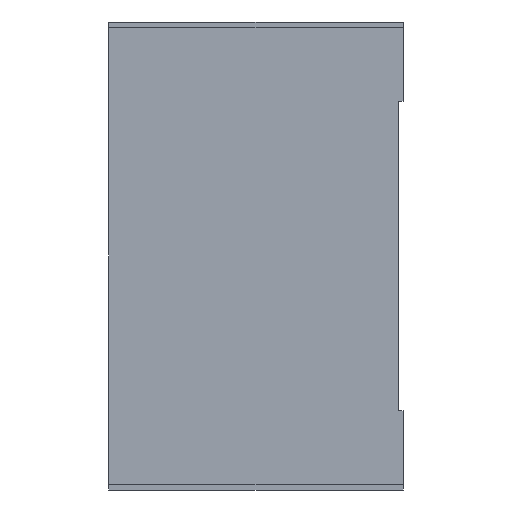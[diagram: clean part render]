
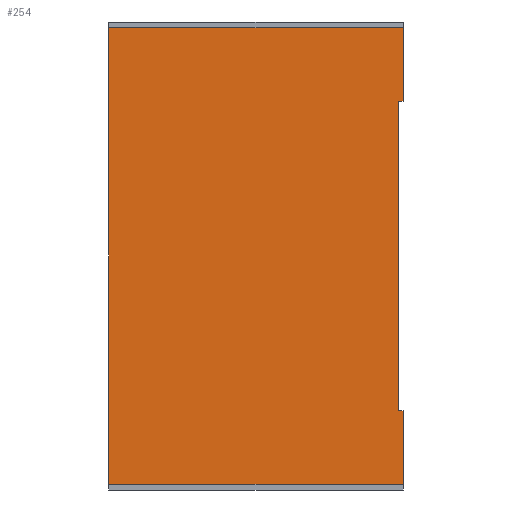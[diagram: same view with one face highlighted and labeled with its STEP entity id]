
A CAD part, left-side view. The second image highlights one B-rep face of the part: STEP entity #254.
In plain terms, the highlighted planar face has unit normal (-1, 0, 0).
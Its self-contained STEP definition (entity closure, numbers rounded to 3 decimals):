
#1=DIRECTION('',(0.,0.,1.));
#2=VECTOR('',#1,24.95);
#3=CARTESIAN_POINT('',(18.263,0.,-77.5));
#4=LINE('',#3,#2);
#25=DIRECTION('',(0.,0.,1.));
#26=VECTOR('',#25,24.95);
#27=CARTESIAN_POINT('',(18.263,0.,52.55));
#28=LINE('',#27,#26);
#49=DIRECTION('',(0.,1.,0.));
#50=VECTOR('',#49,1.6);
#51=CARTESIAN_POINT('',(18.263,0.,52.55));
#52=LINE('',#51,#50);
#53=DIRECTION('',(0.,0.,-1.));
#54=VECTOR('',#53,105.1);
#55=CARTESIAN_POINT('',(18.263,1.6,52.55));
#56=LINE('',#55,#54);
#57=DIRECTION('',(0.,1.,0.));
#58=VECTOR('',#57,1.6);
#59=CARTESIAN_POINT('',(18.263,0.,-52.55));
#60=LINE('',#59,#58);
#61=DIRECTION('',(0.,1.,0.));
#62=VECTOR('',#61,100.);
#63=CARTESIAN_POINT('',(18.263,0.,-77.5));
#64=LINE('',#63,#62);
#89=DIRECTION('',(0.,1.,0.));
#90=VECTOR('',#89,100.);
#91=CARTESIAN_POINT('',(18.263,0.,77.5));
#92=LINE('',#91,#90);
#93=DIRECTION('',(0.,0.,1.));
#94=VECTOR('',#93,155.);
#95=CARTESIAN_POINT('',(18.263,100.,-77.5));
#96=LINE('',#95,#94);
#145=CARTESIAN_POINT('',(18.263,0.,77.5));
#147=VERTEX_POINT('',#145);
#159=CARTESIAN_POINT('',(18.263,0.,-77.5));
#160=VERTEX_POINT('',#159);
#161=CARTESIAN_POINT('',(18.263,100.,-77.5));
#162=CARTESIAN_POINT('',(18.263,100.,77.5));
#163=VERTEX_POINT('',#161);
#164=VERTEX_POINT('',#162);
#177=CARTESIAN_POINT('',(18.263,0.,52.55));
#178=CARTESIAN_POINT('',(18.263,1.6,52.55));
#179=VERTEX_POINT('',#177);
#180=VERTEX_POINT('',#178);
#181=CARTESIAN_POINT('',(18.263,1.6,-52.55));
#182=VERTEX_POINT('',#181);
#183=CARTESIAN_POINT('',(18.263,0.,-52.55));
#184=VERTEX_POINT('',#183);
#233=CARTESIAN_POINT('',(18.263,0.,-77.5));
#234=DIRECTION('',(-1.,0.,0.));
#235=DIRECTION('',(0.,0.,1.));
#236=AXIS2_PLACEMENT_3D('',#233,#234,#235);
#237=PLANE('',#236);
#239=ORIENTED_EDGE('',*,*,#238,.T.);
#241=ORIENTED_EDGE('',*,*,#240,.T.);
#243=ORIENTED_EDGE('',*,*,#242,.F.);
#244=ORIENTED_EDGE('',*,*,#198,.F.);
#246=ORIENTED_EDGE('',*,*,#245,.T.);
#248=ORIENTED_EDGE('',*,*,#247,.T.);
#250=ORIENTED_EDGE('',*,*,#249,.F.);
#251=ORIENTED_EDGE('',*,*,#218,.F.);
#252=EDGE_LOOP('',(#239,#241,#243,#244,#246,#248,#250,#251));
#253=FACE_OUTER_BOUND('',#252,.F.);
#254=ADVANCED_FACE('',(#253),#237,.T.);
#198=EDGE_CURVE('',#160,#184,#4,.T.);
#218=EDGE_CURVE('',#179,#147,#28,.T.);
#238=EDGE_CURVE('',#179,#180,#52,.T.);
#240=EDGE_CURVE('',#180,#182,#56,.T.);
#242=EDGE_CURVE('',#184,#182,#60,.T.);
#245=EDGE_CURVE('',#160,#163,#64,.T.);
#247=EDGE_CURVE('',#163,#164,#96,.T.);
#249=EDGE_CURVE('',#147,#164,#92,.T.);
